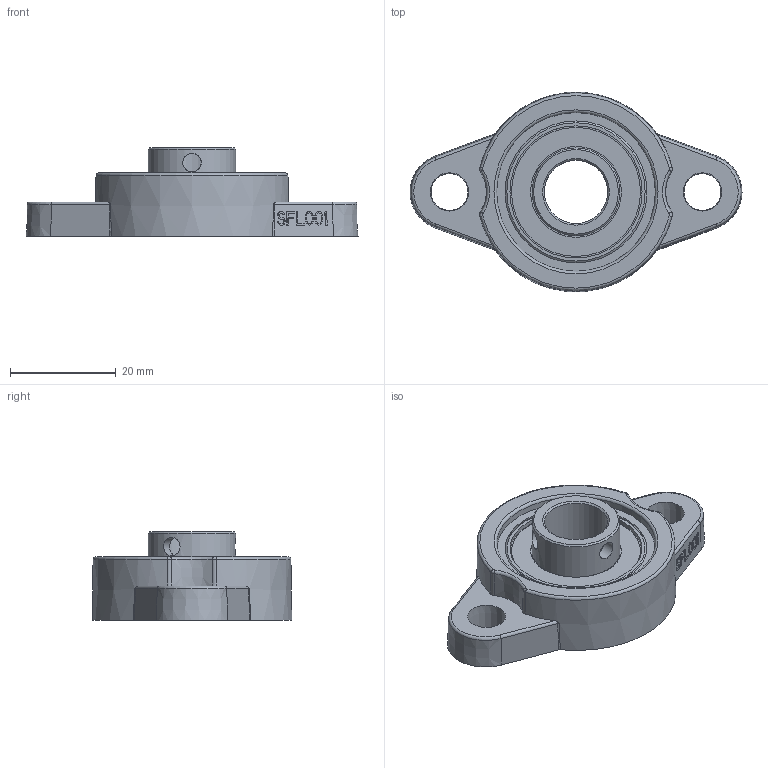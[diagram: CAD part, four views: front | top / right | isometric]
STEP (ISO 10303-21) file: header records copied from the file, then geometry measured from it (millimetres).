
FILE_DESCRIPTION(/* description */ (''),/* implementation_level */ '2;1');
FILE_NAME(/* name */ 'MKFL001.stp',/* time_stamp */ '2016-02-02T15:31:03+01:00',/* author */ ('fje'),/* organization */ (''),/* preprocessor_version */ 'ST-DEVELOPER v15.2',/* originating_system */ 'Autodesk Inventor 2014',/* authorisation */ '');
FILE_SCHEMA (('AUTOMOTIVE_DESIGN { 1 0 10303 214 3 1 1 }'));
Length unit declared in the file: millimetre
Products named in the file (1): Part34
Bounding box: 62.8 x 37.66 x 16.8 mm (x, y, z)
Volume: 11603.1 mm3; surface area: 7356.5 mm2
Topology: 2 solids, 2 shells, 256 faces, 692 edges, 457 vertices
Faces by surface type: plane 200, bspline 18, cone 15, cylinder 15, torus 8
Full cylindrical faces by diameter (mm): 3.5 x2, 12 x1, 16.6 x2, 17.2 x2, 24.4 x2, 25 x2
Entity records: 8960 total; most frequent: CARTESIAN_POINT 2366, ORIENTED_EDGE 1332, DIRECTION 1209, EDGE_CURVE 666, LINE 519, VECTOR 519, VERTEX_POINT 453, AXIS2_PLACEMENT_3D 345
